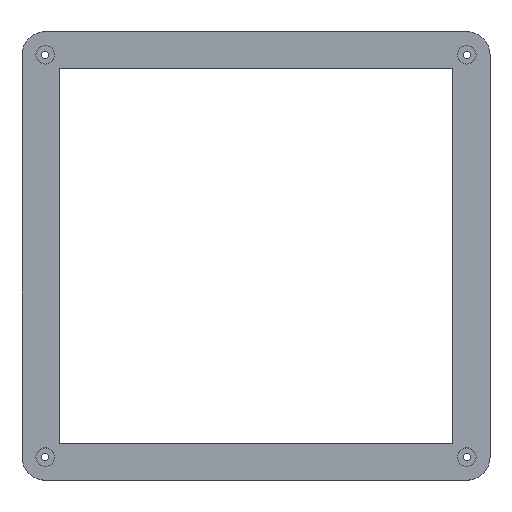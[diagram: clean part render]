
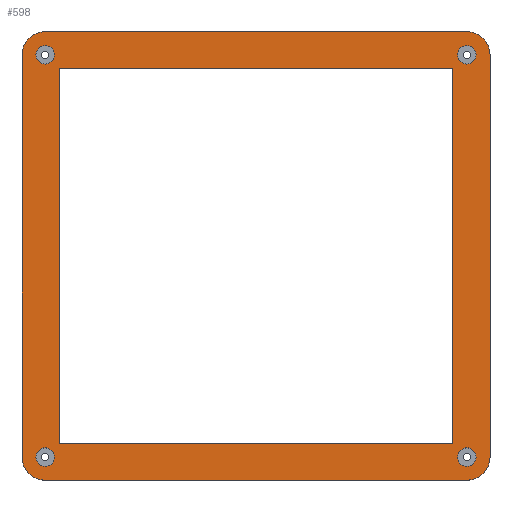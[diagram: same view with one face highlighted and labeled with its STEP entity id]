
A CAD part, top view. The second image highlights one B-rep face of the part: STEP entity #598.
In plain terms, the highlighted planar face has unit normal (0, 0, 1).
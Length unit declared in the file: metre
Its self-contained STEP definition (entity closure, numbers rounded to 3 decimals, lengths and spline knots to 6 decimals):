
#19=LINE('',#926,#59);
#24=LINE('',#939,#64);
#28=LINE('',#951,#68);
#34=LINE('',#968,#74);
#40=LINE('',#980,#80);
#43=LINE('',#986,#83);
#45=LINE('',#989,#85);
#47=LINE('',#992,#87);
#59=VECTOR('',#749,1.);
#64=VECTOR('',#762,1.);
#68=VECTOR('',#774,1.);
#74=VECTOR('',#788,1.);
#80=VECTOR('',#796,1.);
#83=VECTOR('',#801,1.);
#85=VECTOR('',#805,1.);
#87=VECTOR('',#809,1.);
#224=ORIENTED_EDGE('',*,*,#298,.T.);
#225=ORIENTED_EDGE('',*,*,#304,.T.);
#226=ORIENTED_EDGE('',*,*,#307,.F.);
#227=ORIENTED_EDGE('',*,*,#311,.F.);
#228=ORIENTED_EDGE('',*,*,#320,.F.);
#229=ORIENTED_EDGE('',*,*,#270,.T.);
#230=ORIENTED_EDGE('',*,*,#277,.F.);
#231=ORIENTED_EDGE('',*,*,#281,.T.);
#232=ORIENTED_EDGE('',*,*,#284,.T.);
#233=ORIENTED_EDGE('',*,*,#287,.T.);
#234=ORIENTED_EDGE('',*,*,#290,.T.);
#235=ORIENTED_EDGE('',*,*,#293,.T.);
#236=ORIENTED_EDGE('',*,*,#309,.F.);
#237=ORIENTED_EDGE('',*,*,#319,.F.);
#238=ORIENTED_EDGE('',*,*,#318,.F.);
#239=ORIENTED_EDGE('',*,*,#321,.F.);
#270=EDGE_CURVE('',#343,#342,#397,.T.);
#277=EDGE_CURVE('',#349,#342,#19,.T.);
#281=EDGE_CURVE('',#349,#351,#399,.T.);
#284=EDGE_CURVE('',#351,#353,#24,.T.);
#287=EDGE_CURVE('',#353,#355,#401,.T.);
#290=EDGE_CURVE('',#355,#357,#28,.T.);
#293=EDGE_CURVE('',#357,#359,#403,.T.);
#298=EDGE_CURVE('',#365,#364,#34,.T.);
#304=EDGE_CURVE('',#364,#369,#40,.T.);
#307=EDGE_CURVE('',#371,#369,#43,.T.);
#309=EDGE_CURVE('',#343,#359,#45,.T.);
#311=EDGE_CURVE('',#365,#371,#47,.T.);
#318=EDGE_CURVE('',#376,#376,#408,.T.);
#319=EDGE_CURVE('',#377,#377,#409,.T.);
#320=EDGE_CURVE('',#378,#378,#410,.T.);
#321=EDGE_CURVE('',#379,#379,#411,.T.);
#342=VERTEX_POINT('',#910);
#343=VERTEX_POINT('',#912);
#349=VERTEX_POINT('',#925);
#351=VERTEX_POINT('',#932);
#353=VERTEX_POINT('',#938);
#355=VERTEX_POINT('',#944);
#357=VERTEX_POINT('',#950);
#359=VERTEX_POINT('',#956);
#364=VERTEX_POINT('',#967);
#365=VERTEX_POINT('',#969);
#369=VERTEX_POINT('',#979);
#371=VERTEX_POINT('',#985);
#376=VERTEX_POINT('',#1014);
#377=VERTEX_POINT('',#1017);
#378=VERTEX_POINT('',#1020);
#379=VERTEX_POINT('',#1023);
#397=CIRCLE('',#641,0.005);
#399=CIRCLE('',#645,0.005);
#401=CIRCLE('',#649,0.005);
#403=CIRCLE('',#653,0.005);
#408=CIRCLE('',#673,0.002);
#409=CIRCLE('',#675,0.002);
#410=CIRCLE('',#677,0.002);
#411=CIRCLE('',#679,0.002);
#469=EDGE_LOOP('',(#224,#225,#226,#227));
#470=EDGE_LOOP('',(#228));
#471=EDGE_LOOP('',(#229,#230,#231,#232,#233,#234,#235,#236));
#472=EDGE_LOOP('',(#237));
#473=EDGE_LOOP('',(#238));
#474=EDGE_LOOP('',(#239));
#535=FACE_BOUND('',#469,.T.);
#536=FACE_BOUND('',#470,.T.);
#537=FACE_BOUND('',#471,.T.);
#538=FACE_BOUND('',#472,.T.);
#539=FACE_BOUND('',#473,.T.);
#540=FACE_BOUND('',#474,.T.);
#561=PLANE('',#680);
#598=ADVANCED_FACE('',(#535,#536,#537,#538,#539,#540),#561,.T.);
#641=AXIS2_PLACEMENT_3D('',#911,#739,#740);
#645=AXIS2_PLACEMENT_3D('',#933,#756,#757);
#649=AXIS2_PLACEMENT_3D('',#945,#768,#769);
#653=AXIS2_PLACEMENT_3D('',#957,#780,#781);
#673=AXIS2_PLACEMENT_3D('',#1013,#840,#841);
#675=AXIS2_PLACEMENT_3D('',#1016,#844,#845);
#677=AXIS2_PLACEMENT_3D('',#1019,#848,#849);
#679=AXIS2_PLACEMENT_3D('',#1022,#852,#853);
#680=AXIS2_PLACEMENT_3D('',#1024,#854,#855);
#739=DIRECTION('',(0.,0.,1.));
#740=DIRECTION('',(1.,0.,0.));
#749=DIRECTION('',(1.,0.,0.));
#756=DIRECTION('',(0.,0.,1.));
#757=DIRECTION('',(1.,0.,0.));
#762=DIRECTION('',(0.,-1.,0.));
#768=DIRECTION('',(0.,0.,1.));
#769=DIRECTION('',(1.,0.,0.));
#774=DIRECTION('',(1.,0.,0.));
#780=DIRECTION('',(0.,0.,1.));
#781=DIRECTION('',(1.,0.,0.));
#788=DIRECTION('',(1.,0.,0.));
#796=DIRECTION('',(0.,-1.,0.));
#801=DIRECTION('',(1.,0.,0.));
#805=DIRECTION('',(0.,-1.,0.));
#809=DIRECTION('',(0.,-1.,0.));
#840=DIRECTION('',(0.,0.,1.));
#841=DIRECTION('',(1.,0.,0.));
#844=DIRECTION('',(0.,0.,1.));
#845=DIRECTION('',(1.,0.,0.));
#848=DIRECTION('',(0.,0.,1.));
#849=DIRECTION('',(1.,0.,0.));
#852=DIRECTION('',(0.,0.,1.));
#853=DIRECTION('',(1.,0.,0.));
#854=DIRECTION('',(0.,0.,1.));
#855=DIRECTION('',(1.,0.,0.));
#910=CARTESIAN_POINT('',(0.04555,0.04845,0.006));
#911=CARTESIAN_POINT('',(0.04555,0.04345,0.006));
#912=CARTESIAN_POINT('',(0.05055,0.04345,0.006));
#925=CARTESIAN_POINT('',(-0.04555,0.04845,0.006));
#926=CARTESIAN_POINT('',(-0.029712,0.04845,0.006));
#932=CARTESIAN_POINT('',(-0.05055,0.04345,0.006));
#933=CARTESIAN_POINT('',(-0.04555,0.04345,0.006));
#938=CARTESIAN_POINT('',(-0.05055,-0.04345,0.006));
#939=CARTESIAN_POINT('',(-0.05055,0.014337,0.006));
#944=CARTESIAN_POINT('',(-0.04555,-0.04845,0.006));
#945=CARTESIAN_POINT('',(-0.04555,-0.04345,0.006));
#950=CARTESIAN_POINT('',(0.04555,-0.04845,0.006));
#951=CARTESIAN_POINT('',(0.031009,-0.04845,0.006));
#956=CARTESIAN_POINT('',(0.05055,-0.04345,0.006));
#957=CARTESIAN_POINT('',(0.04555,-0.04345,0.006));
#967=CARTESIAN_POINT('',(0.04255,0.04045,0.006));
#968=CARTESIAN_POINT('',(-0.033932,0.04045,0.006));
#969=CARTESIAN_POINT('',(-0.04255,0.04045,0.006));
#979=CARTESIAN_POINT('',(0.04255,-0.04045,0.006));
#980=CARTESIAN_POINT('',(0.04255,0.020225,0.006));
#985=CARTESIAN_POINT('',(-0.04255,-0.04045,0.006));
#986=CARTESIAN_POINT('',(0.029509,-0.04045,0.006));
#989=CARTESIAN_POINT('',(0.05055,0.021725,0.006));
#992=CARTESIAN_POINT('',(-0.04255,0.037353,0.006));
#1013=CARTESIAN_POINT('',(0.04555,-0.04345,0.006));
#1014=CARTESIAN_POINT('',(0.04755,-0.04345,0.006));
#1016=CARTESIAN_POINT('',(0.04555,0.04345,0.006));
#1017=CARTESIAN_POINT('',(0.04755,0.04345,0.006));
#1019=CARTESIAN_POINT('',(-0.04555,0.04345,0.006));
#1020=CARTESIAN_POINT('',(-0.04355,0.04345,0.006));
#1022=CARTESIAN_POINT('',(-0.04555,-0.04345,0.006));
#1023=CARTESIAN_POINT('',(-0.04355,-0.04345,0.006));
#1024=CARTESIAN_POINT('',(0.,0.,0.006));
